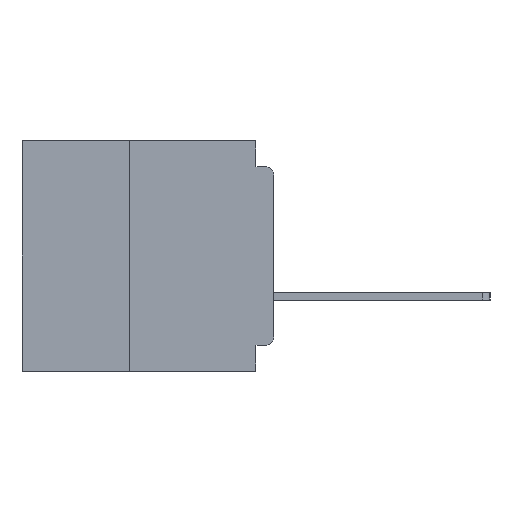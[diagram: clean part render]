
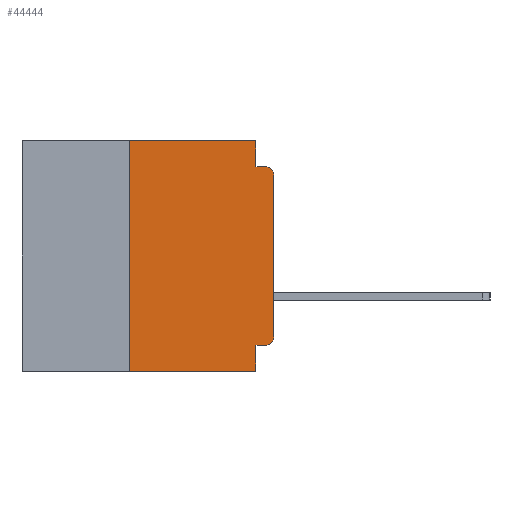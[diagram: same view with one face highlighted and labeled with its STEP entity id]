
A CAD part, left-side view. The second image highlights one B-rep face of the part: STEP entity #44444.
In plain terms, the highlighted planar face has unit normal (-1, 0, 0).
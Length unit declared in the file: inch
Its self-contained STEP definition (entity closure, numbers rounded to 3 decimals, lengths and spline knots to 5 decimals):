
#405 = LINE ( 'NONE', #49889, #23728 ) ;
#500 = DIRECTION ( 'NONE',  ( 0., -1., 0. ) ) ;
#802 = EDGE_CURVE ( 'NONE', #45634, #25918, #14898, .T. ) ;
#2072 = VERTEX_POINT ( 'NONE', #13180 ) ;
#3045 = EDGE_CURVE ( 'NONE', #50919, #14877, #47280, .T. ) ;
#3072 = DIRECTION ( 'NONE',  ( 0., -1., 0. ) ) ;
#3348 = LINE ( 'NONE', #58798, #4812 ) ;
#3884 = CARTESIAN_POINT ( 'NONE',  ( 0., 0.031, -0.355 ) ) ;
#4812 = VECTOR ( 'NONE', #7941, 39.37008 ) ;
#4846 = CARTESIAN_POINT ( 'NONE',  ( 0., 0.015, -0.355 ) ) ;
#5348 = DIRECTION ( 'NONE',  ( 0., 0., -1. ) ) ;
#5953 = CARTESIAN_POINT ( 'NONE',  ( 0., 0.031, 0. ) ) ;
#6573 = ORIENTED_EDGE ( 'NONE', *, *, #40767, .T. ) ;
#7030 = CARTESIAN_POINT ( 'NONE',  ( 0., 0., -0.355 ) ) ;
#7941 = DIRECTION ( 'NONE',  ( 0., 0., 1. ) ) ;
#9478 = ORIENTED_EDGE ( 'NONE', *, *, #44433, .F. ) ;
#9687 = ORIENTED_EDGE ( 'NONE', *, *, #51453, .T. ) ;
#9733 = VECTOR ( 'NONE', #19339, 39.37008 ) ;
#9831 = CARTESIAN_POINT ( 'NONE',  ( 0., 0.437, 0. ) ) ;
#10688 = EDGE_CURVE ( 'NONE', #45634, #23231, #42243, .T. ) ;
#12716 = AXIS2_PLACEMENT_3D ( 'NONE', #9831, #56089, #28566 ) ;
#12803 = LINE ( 'NONE', #30939, #23755 ) ;
#12808 = VERTEX_POINT ( 'NONE', #18405 ) ;
#13180 = CARTESIAN_POINT ( 'NONE',  ( 0., 0.031, -0.4 ) ) ;
#13644 = EDGE_CURVE ( 'NONE', #23231, #2072, #25381, .T. ) ;
#14877 = VERTEX_POINT ( 'NONE', #30784 ) ;
#14898 = CIRCLE ( 'NONE', #48846, 0.015 ) ;
#15350 = ORIENTED_EDGE ( 'NONE', *, *, #3045, .F. ) ;
#16186 = DIRECTION ( 'NONE',  ( 0., 0., -1. ) ) ;
#17645 = VECTOR ( 'NONE', #53144, 39.37008 ) ;
#17792 = DIRECTION ( 'NONE',  ( -1., 0., 0. ) ) ;
#18014 = CARTESIAN_POINT ( 'NONE',  ( 0., 0.015, -0.34 ) ) ;
#18405 = CARTESIAN_POINT ( 'NONE',  ( 0., 0.25, 0. ) ) ;
#18892 = VERTEX_POINT ( 'NONE', #52055 ) ;
#19178 = EDGE_CURVE ( 'NONE', #59707, #12808, #3348, .T. ) ;
#19339 = DIRECTION ( 'NONE',  ( 0., -1., 0. ) ) ;
#22181 = LINE ( 'NONE', #23836, #9733 ) ;
#23231 = VERTEX_POINT ( 'NONE', #3884 ) ;
#23728 = VECTOR ( 'NONE', #50085, 39.37008 ) ;
#23755 = VECTOR ( 'NONE', #3072, 39.37008 ) ;
#23836 = CARTESIAN_POINT ( 'NONE',  ( 0., 0.437, -0.4 ) ) ;
#23934 = CARTESIAN_POINT ( 'NONE',  ( 0., 0., -0.06 ) ) ;
#25050 = ORIENTED_EDGE ( 'NONE', *, *, #13644, .F. ) ;
#25381 = LINE ( 'NONE', #30728, #48442 ) ;
#25456 = ORIENTED_EDGE ( 'NONE', *, *, #802, .T. ) ;
#25918 = VERTEX_POINT ( 'NONE', #33489 ) ;
#27633 = DIRECTION ( 'NONE',  ( -1., 0., 0. ) ) ;
#28566 = DIRECTION ( 'NONE',  ( 0., 0., -1. ) ) ;
#29878 = EDGE_CURVE ( 'NONE', #14877, #18892, #12803, .T. ) ;
#30728 = CARTESIAN_POINT ( 'NONE',  ( 0., 0.031, -0.4 ) ) ;
#30784 = CARTESIAN_POINT ( 'NONE',  ( 0., 0.031, -0.045 ) ) ;
#30939 = CARTESIAN_POINT ( 'NONE',  ( 0., 0., -0.045 ) ) ;
#32303 = LINE ( 'NONE', #33047, #55283 ) ;
#33047 = CARTESIAN_POINT ( 'NONE',  ( 0., 0.437, 0. ) ) ;
#33489 = CARTESIAN_POINT ( 'NONE',  ( 0., 0., -0.34 ) ) ;
#35060 = VECTOR ( 'NONE', #5348, 39.37008 ) ;
#39326 = CIRCLE ( 'NONE', #49562, 0.015 ) ;
#39962 = CARTESIAN_POINT ( 'NONE',  ( 0., 0.25, -0.4 ) ) ;
#40767 = EDGE_CURVE ( 'NONE', #25918, #57756, #405, .T. ) ;
#41632 = ORIENTED_EDGE ( 'NONE', *, *, #29878, .F. ) ;
#42243 = LINE ( 'NONE', #7030, #17645 ) ;
#43073 = FACE_OUTER_BOUND ( 'NONE', #59476, .T. ) ;
#44433 = EDGE_CURVE ( 'NONE', #12808, #50919, #32303, .T. ) ;
#44444 = ADVANCED_FACE ( 'NONE', ( #43073 ), #51502, .F. ) ;
#45567 = EDGE_CURVE ( 'NONE', #57756, #18892, #39326, .T. ) ;
#45634 = VERTEX_POINT ( 'NONE', #4846 ) ;
#47280 = LINE ( 'NONE', #5953, #35060 ) ;
#48442 = VECTOR ( 'NONE', #53828, 39.37008 ) ;
#48846 = AXIS2_PLACEMENT_3D ( 'NONE', #18014, #17792, #16186 ) ;
#49562 = AXIS2_PLACEMENT_3D ( 'NONE', #55181, #27633, #59756 ) ;
#49889 = CARTESIAN_POINT ( 'NONE',  ( 0., 0., 0. ) ) ;
#50085 = DIRECTION ( 'NONE',  ( 0., 0., 1. ) ) ;
#50919 = VERTEX_POINT ( 'NONE', #51879 ) ;
#51453 = EDGE_CURVE ( 'NONE', #59707, #2072, #22181, .T. ) ;
#51502 = PLANE ( 'NONE',  #12716 ) ;
#51879 = CARTESIAN_POINT ( 'NONE',  ( 0., 0.031, 0. ) ) ;
#52055 = CARTESIAN_POINT ( 'NONE',  ( 0., 0.015, -0.045 ) ) ;
#52640 = ORIENTED_EDGE ( 'NONE', *, *, #10688, .F. ) ;
#53144 = DIRECTION ( 'NONE',  ( 0., 1., 0. ) ) ;
#53828 = DIRECTION ( 'NONE',  ( 0., 0., -1. ) ) ;
#55181 = CARTESIAN_POINT ( 'NONE',  ( 0., 0.015, -0.06 ) ) ;
#55283 = VECTOR ( 'NONE', #500, 39.37008 ) ;
#55649 = ORIENTED_EDGE ( 'NONE', *, *, #45567, .T. ) ;
#56089 = DIRECTION ( 'NONE',  ( 1., 0., 0. ) ) ;
#57756 = VERTEX_POINT ( 'NONE', #23934 ) ;
#58798 = CARTESIAN_POINT ( 'NONE',  ( 0., 0.25, -0.4 ) ) ;
#59476 = EDGE_LOOP ( 'NONE', ( #6573, #55649, #41632, #15350, #9478, #59676, #9687, #25050, #52640, #25456 ) ) ;
#59676 = ORIENTED_EDGE ( 'NONE', *, *, #19178, .F. ) ;
#59707 = VERTEX_POINT ( 'NONE', #39962 ) ;
#59756 = DIRECTION ( 'NONE',  ( 0., 0., -1. ) ) ;
